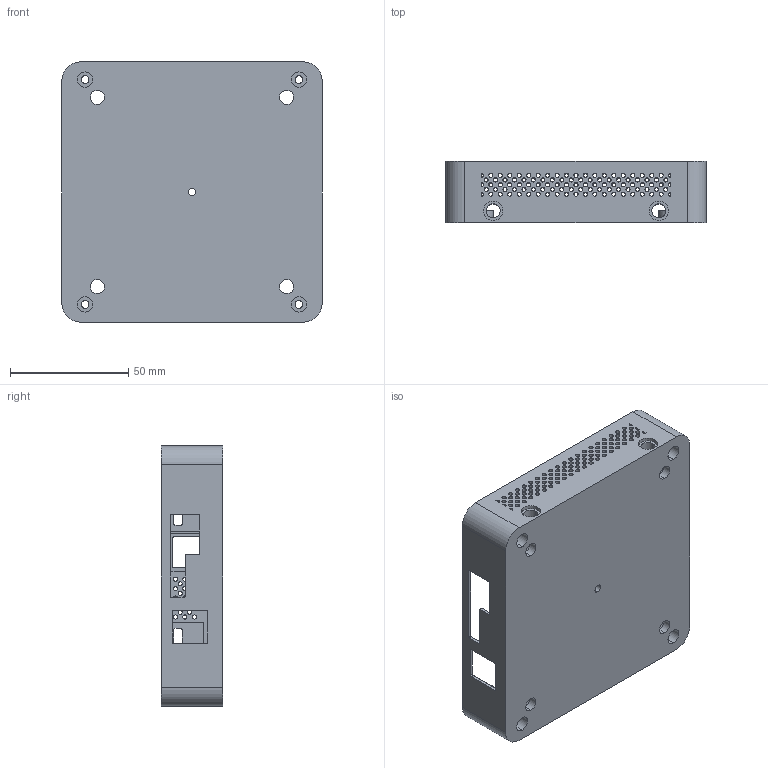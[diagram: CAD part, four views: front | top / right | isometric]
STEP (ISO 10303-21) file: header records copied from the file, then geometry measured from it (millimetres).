
FILE_DESCRIPTION (( 'STEP AP203' ), '1' );
FILE_NAME ('Magnet - Casing - Bottom.STEP', '2025-04-28T13:01:02', ( '' ), ( '' ), 'SwSTEP 2.0', 'SolidWorks 2024', '' );
FILE_SCHEMA (( 'CONFIG_CONTROL_DESIGN' ));
Length unit declared in the file: millimetre
Products named in the file (1): Magnet - Casing - Bottom
Bounding box: 110 x 26 x 110 mm (x, y, z)
Volume: 49383.3 mm3; surface area: 51665.1 mm2
Topology: 1 solids, 1 shells, 1152 faces, 3260 edges, 2165 vertices
Faces by surface type: cylinder 617, plane 506, torus 20, bspline 9
Entity records: 39716 total; most frequent: CARTESIAN_POINT 7606, DIRECTION 6772, ORIENTED_EDGE 6520, EDGE_CURVE 3260, AXIS2_PLACEMENT_3D 2421, VERTEX_POINT 2165, LINE 1930, VECTOR 1930
